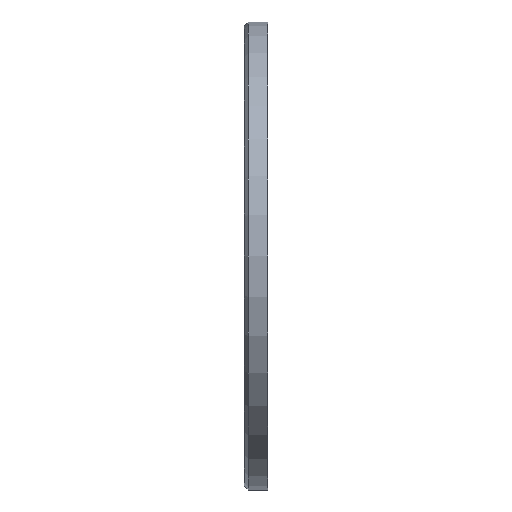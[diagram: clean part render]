
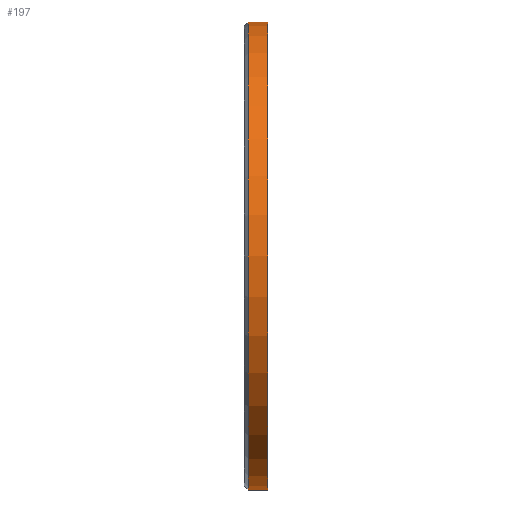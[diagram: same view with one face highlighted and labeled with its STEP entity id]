
A CAD part, left-side view. The second image highlights one B-rep face of the part: STEP entity #197.
In plain terms, the highlighted cylindrical face has radius 60 mm (diameter 120 mm), a partial arc.
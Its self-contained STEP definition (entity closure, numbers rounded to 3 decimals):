
#90 = EDGE_CURVE ( 'NONE', #10130, #11466, #6309, .T. ) ;
#191 = DIRECTION ( 'NONE',  ( 0., 0., 1. ) ) ;
#197 = ADVANCED_FACE ( 'NONE', ( #5377 ), #5526, .T. ) ;
#744 = CARTESIAN_POINT ( 'NONE',  ( 0., 6., 60. ) ) ;
#1267 = EDGE_CURVE ( 'NONE', #11466, #9694, #9525, .T. ) ;
#1297 = CARTESIAN_POINT ( 'NONE',  ( 0., 0., 0. ) ) ;
#2341 = DIRECTION ( 'NONE',  ( 0., 0., 1. ) ) ;
#2707 = EDGE_CURVE ( 'NONE', #7043, #10130, #9648, .T. ) ;
#2807 = DIRECTION ( 'NONE',  ( 0., -1., 0. ) ) ;
#3151 = AXIS2_PLACEMENT_3D ( 'NONE', #10049, #10968, #191 ) ;
#3381 = DIRECTION ( 'NONE',  ( 0., -1., 0. ) ) ;
#3625 = VECTOR ( 'NONE', #2807, 1000. ) ;
#4286 = VECTOR ( 'NONE', #10238, 1000. ) ;
#4320 = AXIS2_PLACEMENT_3D ( 'NONE', #1297, #8245, #2341 ) ;
#4462 = ORIENTED_EDGE ( 'NONE', *, *, #1267, .T. ) ;
#5377 = FACE_OUTER_BOUND ( 'NONE', #7044, .T. ) ;
#5526 = CYLINDRICAL_SURFACE ( 'NONE', #5711, 60. ) ;
#5711 = AXIS2_PLACEMENT_3D ( 'NONE', #11402, #3381, #11330 ) ;
#5946 = CARTESIAN_POINT ( 'NONE',  ( 0., 5., -60. ) ) ;
#6307 = LINE ( 'NONE', #744, #3625 ) ;
#6309 = LINE ( 'NONE', #8258, #4286 ) ;
#6399 = ORIENTED_EDGE ( 'NONE', *, *, #2707, .T. ) ;
#6645 = CARTESIAN_POINT ( 'NONE',  ( 0., 0., 60. ) ) ;
#6655 = ORIENTED_EDGE ( 'NONE', *, *, #10094, .F. ) ;
#6770 = ORIENTED_EDGE ( 'NONE', *, *, #90, .T. ) ;
#7043 = VERTEX_POINT ( 'NONE', #11290 ) ;
#7044 = EDGE_LOOP ( 'NONE', ( #6655, #6399, #6770, #4462 ) ) ;
#8245 = DIRECTION ( 'NONE',  ( 0., 1., 0. ) ) ;
#8258 = CARTESIAN_POINT ( 'NONE',  ( 0., 6., -60. ) ) ;
#8704 = CARTESIAN_POINT ( 'NONE',  ( 0., 0., -60. ) ) ;
#9525 = CIRCLE ( 'NONE', #4320, 60. ) ;
#9648 = CIRCLE ( 'NONE', #3151, 60. ) ;
#9694 = VERTEX_POINT ( 'NONE', #6645 ) ;
#10049 = CARTESIAN_POINT ( 'NONE',  ( 0., 5., 0. ) ) ;
#10094 = EDGE_CURVE ( 'NONE', #7043, #9694, #6307, .T. ) ;
#10130 = VERTEX_POINT ( 'NONE', #5946 ) ;
#10238 = DIRECTION ( 'NONE',  ( 0., -1., 0. ) ) ;
#10968 = DIRECTION ( 'NONE',  ( 0., -1., 0. ) ) ;
#11290 = CARTESIAN_POINT ( 'NONE',  ( 0., 5., 60. ) ) ;
#11330 = DIRECTION ( 'NONE',  ( 0., 0., -1. ) ) ;
#11402 = CARTESIAN_POINT ( 'NONE',  ( 0., 6., 0. ) ) ;
#11466 = VERTEX_POINT ( 'NONE', #8704 ) ;
